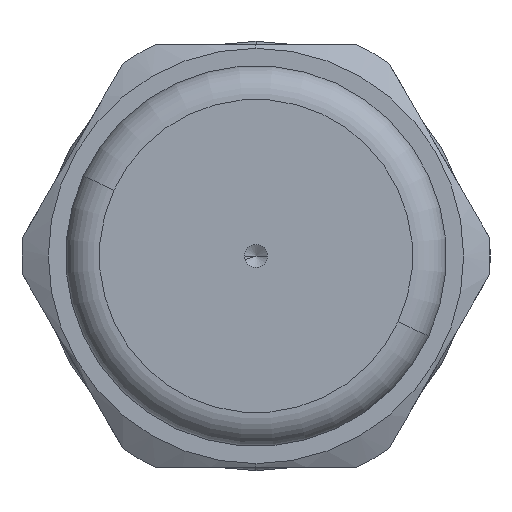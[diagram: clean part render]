
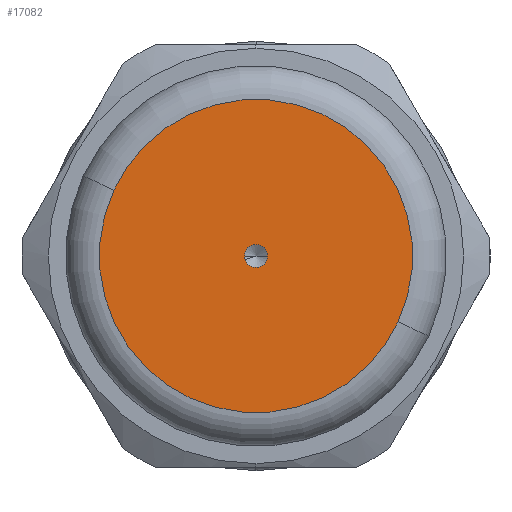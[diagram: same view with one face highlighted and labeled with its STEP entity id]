
A CAD part, left-side view. The second image highlights one B-rep face of the part: STEP entity #17082.
In plain terms, the highlighted planar face has unit normal (-1, 0, 0).
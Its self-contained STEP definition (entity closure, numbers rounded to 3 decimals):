
#281 = VERTEX_POINT ( 'NONE', #18244 ) ;
#2142 = CARTESIAN_POINT ( 'NONE',  ( -232.837, -7.466, -3.464 ) ) ;
#5311 = FACE_OUTER_BOUND ( 'NONE', #8911, .T. ) ;
#5887 = CIRCLE ( 'NONE', #54823, 8.23 ) ;
#6502 = CIRCLE ( 'NONE', #41126, 0.6 ) ;
#8911 = EDGE_LOOP ( 'NONE', ( #21595, #23220 ) ) ;
#9177 = CARTESIAN_POINT ( 'NONE',  ( -232.837, 0.544, 0.253 ) ) ;
#9220 = CARTESIAN_POINT ( 'NONE',  ( -232.837, 0., 0. ) ) ;
#10060 = PLANE ( 'NONE',  #44624 ) ;
#11421 = CIRCLE ( 'NONE', #25290, 0.6 ) ;
#11520 = CIRCLE ( 'NONE', #26709, 8.23 ) ;
#13170 = CARTESIAN_POINT ( 'NONE',  ( -232.837, 0., 0. ) ) ;
#17082 = ADVANCED_FACE ( 'NONE', ( #49974, #5311 ), #10060, .T. ) ;
#17112 = ORIENTED_EDGE ( 'NONE', *, *, #32752, .T. ) ;
#18244 = CARTESIAN_POINT ( 'NONE',  ( -232.837, 7.466, 3.464 ) ) ;
#19828 = DIRECTION ( 'NONE',  ( 1., 0., 0. ) ) ;
#21595 = ORIENTED_EDGE ( 'NONE', *, *, #22183, .F. ) ;
#22183 = EDGE_CURVE ( 'NONE', #55217, #281, #5887, .T. ) ;
#23220 = ORIENTED_EDGE ( 'NONE', *, *, #58190, .F. ) ;
#25290 = AXIS2_PLACEMENT_3D ( 'NONE', #42413, #19828, #28732 ) ;
#26205 = EDGE_CURVE ( 'NONE', #32366, #36714, #11421, .T. ) ;
#26709 = AXIS2_PLACEMENT_3D ( 'NONE', #9220, #41070, #31371 ) ;
#28440 = DIRECTION ( 'NONE',  ( 0., 0.907, 0.421 ) ) ;
#28732 = DIRECTION ( 'NONE',  ( 0., -0.907, -0.421 ) ) ;
#31371 = DIRECTION ( 'NONE',  ( 0., -0.907, -0.421 ) ) ;
#32366 = VERTEX_POINT ( 'NONE', #41316 ) ;
#32752 = EDGE_CURVE ( 'NONE', #36714, #32366, #6502, .T. ) ;
#34509 = CARTESIAN_POINT ( 'NONE',  ( -232.837, 0., 0. ) ) ;
#34896 = DIRECTION ( 'NONE',  ( 0., -0.907, -0.421 ) ) ;
#35332 = EDGE_LOOP ( 'NONE', ( #56917, #17112 ) ) ;
#36714 = VERTEX_POINT ( 'NONE', #9177 ) ;
#36762 = CARTESIAN_POINT ( 'NONE',  ( -232.837, -0.544, -0.253 ) ) ;
#36961 = DIRECTION ( 'NONE',  ( -1., 0., 0. ) ) ;
#41070 = DIRECTION ( 'NONE',  ( 1., 0., 0. ) ) ;
#41126 = AXIS2_PLACEMENT_3D ( 'NONE', #13170, #51495, #47722 ) ;
#41316 = CARTESIAN_POINT ( 'NONE',  ( -232.837, -0.544, -0.253 ) ) ;
#42413 = CARTESIAN_POINT ( 'NONE',  ( -232.837, 0., 0. ) ) ;
#44048 = DIRECTION ( 'NONE',  ( 1., 0., 0. ) ) ;
#44624 = AXIS2_PLACEMENT_3D ( 'NONE', #36762, #36961, #28440 ) ;
#47722 = DIRECTION ( 'NONE',  ( 0., -0.907, -0.421 ) ) ;
#49974 = FACE_BOUND ( 'NONE', #35332, .T. ) ;
#51495 = DIRECTION ( 'NONE',  ( 1., 0., 0. ) ) ;
#54823 = AXIS2_PLACEMENT_3D ( 'NONE', #34509, #44048, #34896 ) ;
#55217 = VERTEX_POINT ( 'NONE', #2142 ) ;
#56917 = ORIENTED_EDGE ( 'NONE', *, *, #26205, .T. ) ;
#58190 = EDGE_CURVE ( 'NONE', #281, #55217, #11520, .T. ) ;
